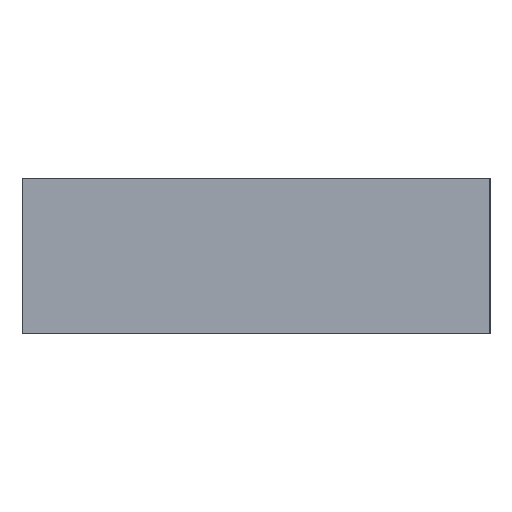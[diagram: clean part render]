
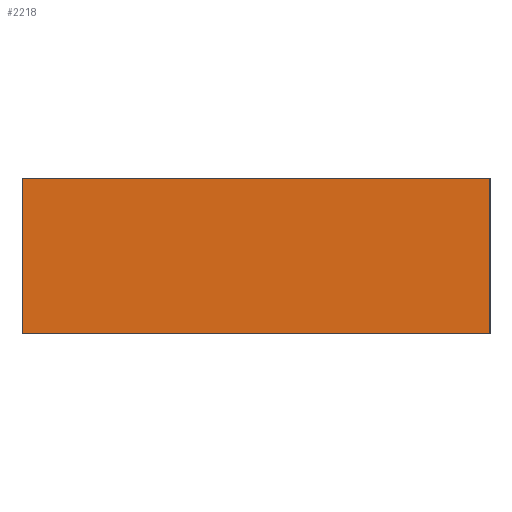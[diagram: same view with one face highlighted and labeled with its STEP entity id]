
A CAD part, left-side view. The second image highlights one B-rep face of the part: STEP entity #2218.
In plain terms, the highlighted planar face has unit normal (-1, 0, 0).
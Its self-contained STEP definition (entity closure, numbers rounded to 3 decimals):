
#7 = PLANE ( 'NONE',  #224 ) ;
#30 = CARTESIAN_POINT ( 'NONE',  ( 0., 0., 2. ) ) ;
#51 = DIRECTION ( 'NONE',  ( 1., 0., 0. ) ) ;
#57 = DIRECTION ( 'NONE',  ( 0., 0., -1. ) ) ;
#60 = ORIENTED_EDGE ( 'NONE', *, *, #528, .T. ) ;
#179 = FACE_OUTER_BOUND ( 'NONE', #1495, .T. ) ;
#224 = AXIS2_PLACEMENT_3D ( 'NONE', #30, #51, #57 ) ;
#298 = CARTESIAN_POINT ( 'NONE',  ( 0., 0., 2. ) ) ;
#528 = EDGE_CURVE ( 'NONE', #1014, #1617, #1885, .T. ) ;
#537 = EDGE_CURVE ( 'NONE', #1014, #1337, #1809, .T. ) ;
#585 = CARTESIAN_POINT ( 'NONE',  ( 0., 0., 2. ) ) ;
#599 = VECTOR ( 'NONE', #1233, 1000. ) ;
#654 = VECTOR ( 'NONE', #831, 1000. ) ;
#824 = CARTESIAN_POINT ( 'NONE',  ( 0., 0., 2. ) ) ;
#831 = DIRECTION ( 'NONE',  ( 0., -1., 0. ) ) ;
#891 = EDGE_CURVE ( 'NONE', #1617, #927, #1872, .T. ) ;
#927 = VERTEX_POINT ( 'NONE', #1988 ) ;
#1014 = VERTEX_POINT ( 'NONE', #2479 ) ;
#1021 = CARTESIAN_POINT ( 'NONE',  ( 0., 6., 0. ) ) ;
#1217 = ORIENTED_EDGE ( 'NONE', *, *, #1972, .F. ) ;
#1233 = DIRECTION ( 'NONE',  ( 0., 0., -1. ) ) ;
#1337 = VERTEX_POINT ( 'NONE', #298 ) ;
#1495 = EDGE_LOOP ( 'NONE', ( #2254, #1217, #1853, #60 ) ) ;
#1617 = VERTEX_POINT ( 'NONE', #1021 ) ;
#1667 = VECTOR ( 'NONE', #1826, 1000. ) ;
#1751 = LINE ( 'NONE', #585, #599 ) ;
#1809 = LINE ( 'NONE', #824, #654 ) ;
#1817 = CARTESIAN_POINT ( 'NONE',  ( 0., 0., 0. ) ) ;
#1826 = DIRECTION ( 'NONE',  ( 0., -1., 0. ) ) ;
#1853 = ORIENTED_EDGE ( 'NONE', *, *, #537, .F. ) ;
#1872 = LINE ( 'NONE', #1817, #1667 ) ;
#1885 = LINE ( 'NONE', #2054, #2378 ) ;
#1972 = EDGE_CURVE ( 'NONE', #1337, #927, #1751, .T. ) ;
#1988 = CARTESIAN_POINT ( 'NONE',  ( 0., 0., 0. ) ) ;
#2054 = CARTESIAN_POINT ( 'NONE',  ( 0., 6., 2. ) ) ;
#2140 = DIRECTION ( 'NONE',  ( 0., 0., -1. ) ) ;
#2218 = ADVANCED_FACE ( 'NONE', ( #179 ), #7, .F. ) ;
#2254 = ORIENTED_EDGE ( 'NONE', *, *, #891, .T. ) ;
#2378 = VECTOR ( 'NONE', #2140, 1000. ) ;
#2479 = CARTESIAN_POINT ( 'NONE',  ( 0., 6., 2. ) ) ;
